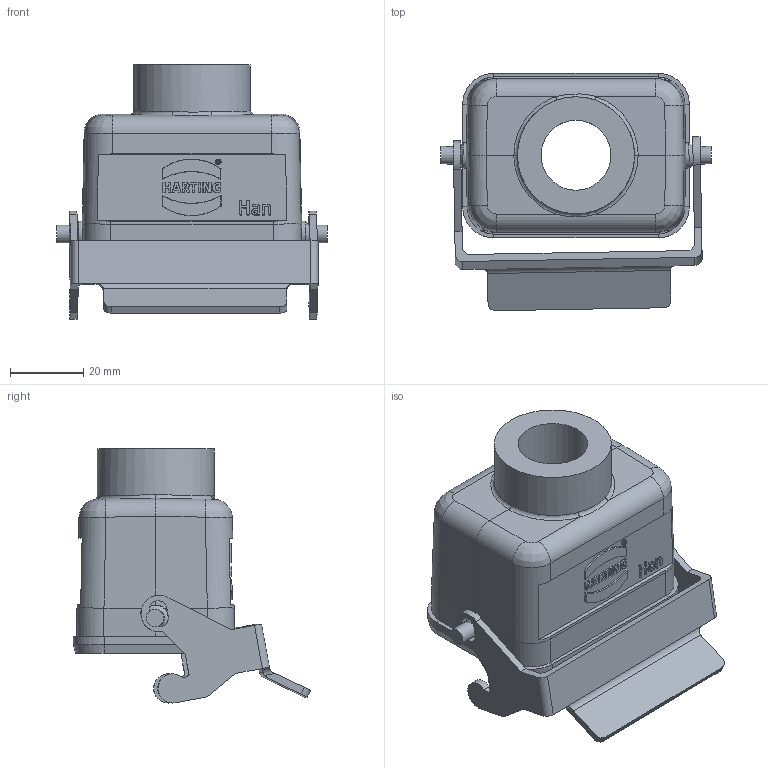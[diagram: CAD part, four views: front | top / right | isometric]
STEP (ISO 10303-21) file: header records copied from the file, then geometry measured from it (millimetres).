
FILE_DESCRIPTION((''),'2;1');
FILE_NAME('04300061750.stp','2020-07-07T15:18:35',('e.eickhoff'),(''),'Autodesk Inventor 2012','Autodesk Inventor 2012','');
FILE_SCHEMA(('AUTOMOTIVE_DESIGN { 1 0 10303 214 1 1 1 1 }'));
Length unit declared in the file: millimetre
Products named in the file (3): 04300061750; Metallbügel 1
Assembly tree (2 placements, depth 2):
  04300061750
    04300061750
    Metallbügel 1
Bounding box: 74.08 x 64.89 x 69.45 mm (x, y, z)
Volume: 43584.6 mm3; surface area: 28063.8 mm2
Topology: 2 solids, 4 shells, 351 faces, 908 edges, 589 vertices
Faces by surface type: plane 230, cylinder 76, bspline 30, cone 10, torus 5
Full cylindrical faces by diameter (mm): 2.74 x4, 4.8 x2, 7 x2, 19.1 x1, 32 x1
Entity records: 13216 total; most frequent: CARTESIAN_POINT 4432, ORIENTED_EDGE 1760, DIRECTION 1659, EDGE_CURVE 880, VECTOR 585, LINE 585, VERTEX_POINT 578, AXIS2_PLACEMENT_3D 537
